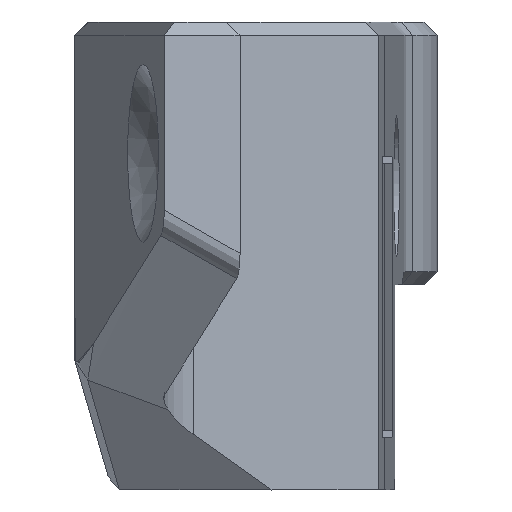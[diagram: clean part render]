
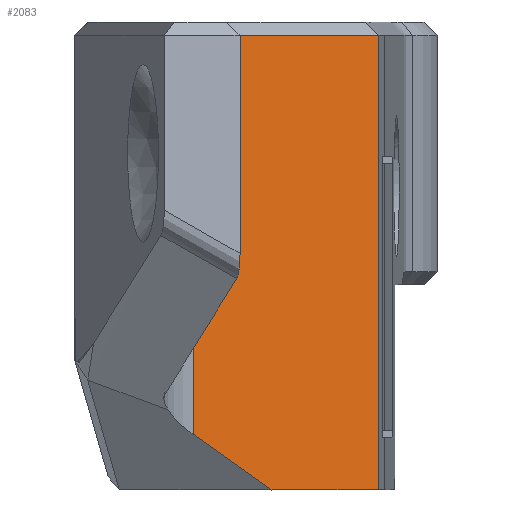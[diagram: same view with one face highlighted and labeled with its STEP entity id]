
A CAD part, front view. The second image highlights one B-rep face of the part: STEP entity #2083.
In plain terms, the highlighted face is planar.
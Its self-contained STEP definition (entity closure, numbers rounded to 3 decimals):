
#196=FACE_OUTER_BOUND('',#322,.T.);
#322=EDGE_LOOP('',(#1604,#1605,#1606,#1607,#1608));
#476=LINE('',#3139,#702);
#483=LINE('',#3151,#709);
#489=LINE('',#3182,#715);
#507=LINE('',#3306,#733);
#508=LINE('',#3307,#734);
#702=VECTOR('',#2534,1000.);
#709=VECTOR('',#2543,10.);
#715=VECTOR('',#2561,1000.);
#733=VECTOR('',#2613,10.);
#734=VECTOR('',#2614,10.);
#909=VERTEX_POINT('',#3096);
#924=VERTEX_POINT('',#3138);
#928=VERTEX_POINT('',#3149);
#935=VERTEX_POINT('',#3180);
#966=VERTEX_POINT('',#3305);
#1148=EDGE_CURVE('',#924,#909,#476,.T.);
#1155=EDGE_CURVE('',#928,#909,#483,.T.);
#1165=EDGE_CURVE('',#935,#928,#489,.T.);
#1200=EDGE_CURVE('',#966,#935,#507,.T.);
#1201=EDGE_CURVE('',#924,#966,#508,.T.);
#1604=ORIENTED_EDGE('',*,*,#1155,.F.);
#1605=ORIENTED_EDGE('',*,*,#1165,.F.);
#1606=ORIENTED_EDGE('',*,*,#1200,.F.);
#1607=ORIENTED_EDGE('',*,*,#1201,.F.);
#1608=ORIENTED_EDGE('',*,*,#1148,.T.);
#1996=PLANE('',#2251);
#2083=ADVANCED_FACE('',(#196),#1996,.T.);
#2251=AXIS2_PLACEMENT_3D('',#3304,#2611,#2612);
#2534=DIRECTION('',(0.,1.,0.));
#2543=DIRECTION('',(0.766,0.,-0.643));
#2561=DIRECTION('',(0.,1.,0.));
#2611=DIRECTION('center_axis',(0.643,0.,0.766));
#2612=DIRECTION('ref_axis',(0.,-1.,0.));
#2613=DIRECTION('',(-0.673,0.479,0.564));
#2614=DIRECTION('',(-0.766,0.,0.643));
#3096=CARTESIAN_POINT('',(-100.743,18.55,143.673));
#3138=CARTESIAN_POINT('',(-100.743,4.7,143.673));
#3139=CARTESIAN_POINT('',(-100.743,-27.269,143.673));
#3149=CARTESIAN_POINT('',(-106.386,18.55,148.409));
#3151=CARTESIAN_POINT('',(-95.94,18.55,139.643));
#3180=CARTESIAN_POINT('',(-106.386,6.397,148.409));
#3182=CARTESIAN_POINT('',(-106.386,-27.269,148.409));
#3304=CARTESIAN_POINT('Origin',(-100.743,-27.269,143.673));
#3305=CARTESIAN_POINT('',(-104.,4.7,146.406));
#3306=CARTESIAN_POINT('',(-98.208,0.578,141.546));
#3307=CARTESIAN_POINT('',(-95.94,4.7,139.643));
